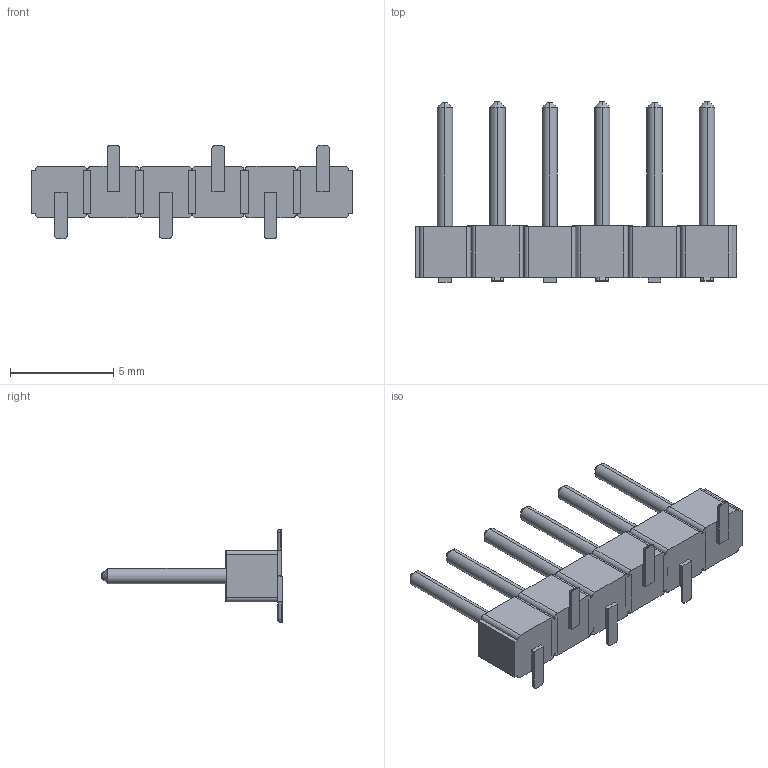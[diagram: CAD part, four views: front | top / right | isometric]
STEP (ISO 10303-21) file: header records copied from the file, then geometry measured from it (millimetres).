
FILE_DESCRIPTION (( 'STEP AP214' ), '1' );
FILE_NAME ('1x6SMD.STEP', '2019-06-16T20:26:34', ( '' ), ( '' ), 'SwSTEP 2.0', 'SolidWorks 2016', '' );
FILE_SCHEMA (( 'AUTOMOTIVE_DESIGN' ));
Length unit declared in the file: millimetre
Products named in the file (2): 1x6SMD; 1x14smd
Assembly tree (6 placements, depth 2):
  1x6SMD
    1x14smd  x6
Bounding box: 15.6 x 8.73 x 4.52 mm (x, y, z)
Volume: 122.8 mm3; surface area: 336.5 mm2
Topology: 6 solids, 6 shells, 192 faces, 486 edges, 300 vertices
Faces by surface type: plane 102, cylinder 66, cone 12, sphere 12
Entity records: 1357 total; most frequent: DIRECTION 185, CARTESIAN_POINT 170, ORIENTED_EDGE 158, EDGE_CURVE 79, AXIS2_PLACEMENT_3D 65, VECTOR 55, LINE 55, VERTEX_POINT 50
